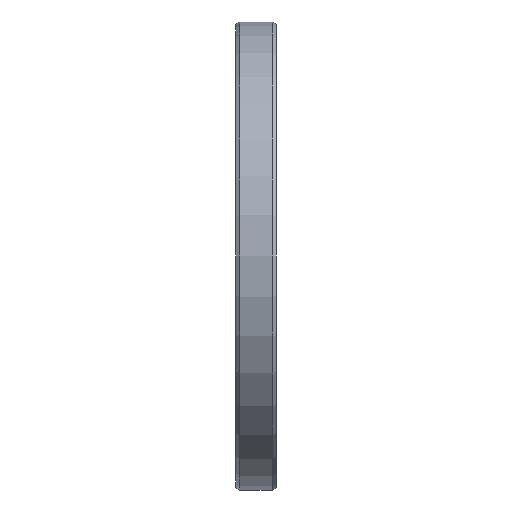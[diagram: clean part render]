
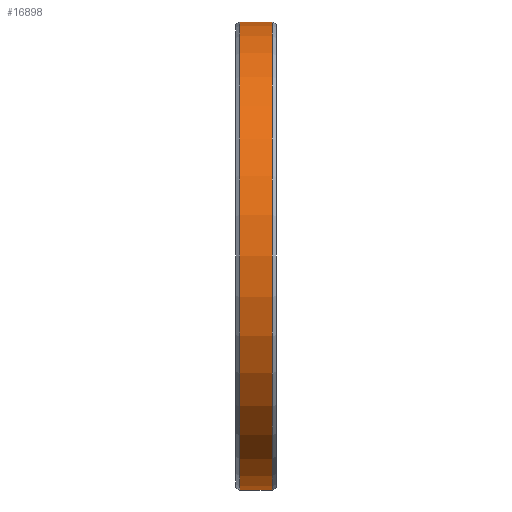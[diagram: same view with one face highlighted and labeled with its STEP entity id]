
A CAD part, left-side view. The second image highlights one B-rep face of the part: STEP entity #16898.
In plain terms, the highlighted cylindrical face has radius 115 mm (diameter 230 mm), a partial arc.
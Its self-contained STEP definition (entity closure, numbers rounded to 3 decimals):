
#4308=DIRECTION('',(0.,1.,0.));
#4309=VECTOR('',#4308,16.);
#4310=CARTESIAN_POINT('',(0.,-8.,-115.));
#4311=LINE('',#4310,#4309);
#4315=DIRECTION('',(0.,1.,0.));
#4316=VECTOR('',#4315,16.);
#4317=CARTESIAN_POINT('',(0.,-8.,115.));
#4318=LINE('',#4317,#4316);
#4322=CARTESIAN_POINT('',(0.,-8.,0.));
#4323=DIRECTION('',(0.,1.,0.));
#4324=DIRECTION('',(0.,0.,-1.));
#4325=AXIS2_PLACEMENT_3D('',#4322,#4323,#4324);
#4360=CARTESIAN_POINT('',(0.,8.,0.));
#4361=DIRECTION('',(0.,1.,0.));
#4362=DIRECTION('',(0.,0.,-1.));
#4363=AXIS2_PLACEMENT_3D('',#4360,#4361,#4362);
#12954=CARTESIAN_POINT('',(0.,-8.,-115.));
#12956=VERTEX_POINT('',#12954);
#12957=CARTESIAN_POINT('',(0.,8.,-115.));
#12958=VERTEX_POINT('',#12957);
#12962=CARTESIAN_POINT('',(0.,-8.,115.));
#12964=VERTEX_POINT('',#12962);
#12965=CARTESIAN_POINT('',(0.,8.,115.));
#12966=VERTEX_POINT('',#12965);
#16884=CARTESIAN_POINT('',(0.,108.64,0.));
#16885=DIRECTION('',(0.,-1.,0.));
#16886=DIRECTION('',(0.,0.,1.));
#16887=AXIS2_PLACEMENT_3D('',#16884,#16885,#16886);
#16888=CYLINDRICAL_SURFACE('',#16887,115.);
#16890=ORIENTED_EDGE('',*,*,#16889,.T.);
#16892=ORIENTED_EDGE('',*,*,#16891,.T.);
#16894=ORIENTED_EDGE('',*,*,#16893,.F.);
#16895=ORIENTED_EDGE('',*,*,#16865,.F.);
#16896=EDGE_LOOP('',(#16890,#16892,#16894,#16895));
#16897=FACE_OUTER_BOUND('',#16896,.F.);
#4326=CIRCLE('',#4325,115.);
#4364=CIRCLE('',#4363,115.);
#16865=EDGE_CURVE('',#12956,#12964,#4326,.T.);
#16889=EDGE_CURVE('',#12956,#12958,#4311,.T.);
#16891=EDGE_CURVE('',#12958,#12966,#4364,.T.);
#16893=EDGE_CURVE('',#12964,#12966,#4318,.T.);
#16898=ADVANCED_FACE('',(#16897),#16888,.T.);
